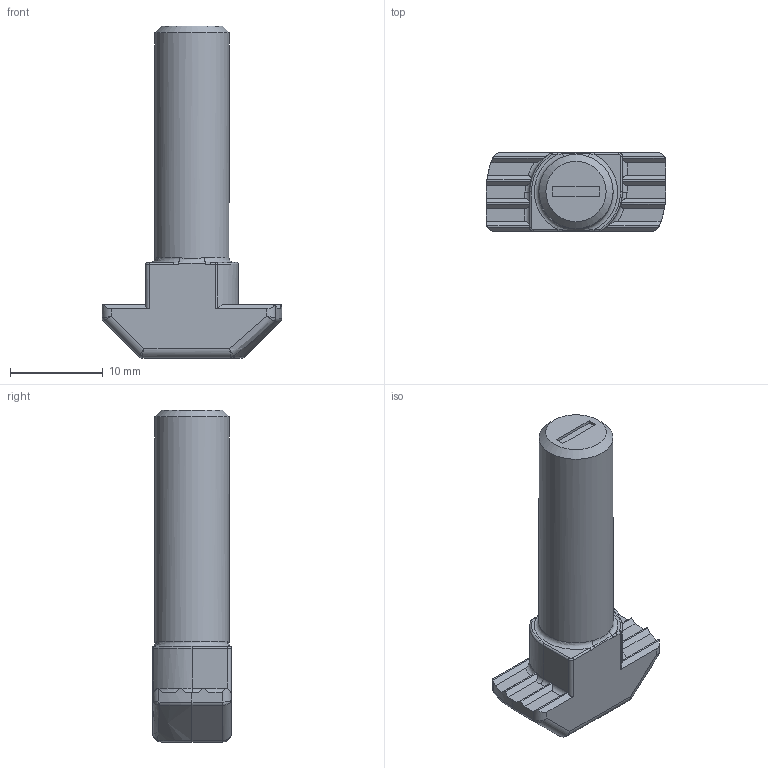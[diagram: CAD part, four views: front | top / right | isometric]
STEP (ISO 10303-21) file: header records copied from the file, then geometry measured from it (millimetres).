
FILE_DESCRIPTION (( 'STEP AP214' ), '1' );
FILE_NAME ('096HK1045M0830.STEP', '2015-04-23T09:15:16', ( 'Admin' ), ( 'Hewlett-Packard Company' ), 'SwSTEP 2.0', 'SolidWorks 2014', '' );
FILE_SCHEMA (( 'AUTOMOTIVE_DESIGN' ));
Length unit declared in the file: millimetre
Products named in the file (1): 096HK1045M0830
Bounding box: 19.4 x 8.5 x 35.8 mm (x, y, z)
Volume: 2386.3 mm3; surface area: 1321.4 mm2
Topology: 1 solids, 1 shells, 119 faces, 301 edges, 177 vertices
Faces by surface type: cylinder 39, plane 39, bspline 22, torus 16, cone 3
Full cylindrical faces by diameter (mm): 8 x1
Entity records: 4103 total; most frequent: CARTESIAN_POINT 1524, ORIENTED_EDGE 580, DIRECTION 474, EDGE_CURVE 290, AXIS2_PLACEMENT_3D 180, VERTEX_POINT 176, EDGE_LOOP 122, FACE_OUTER_BOUND 120
